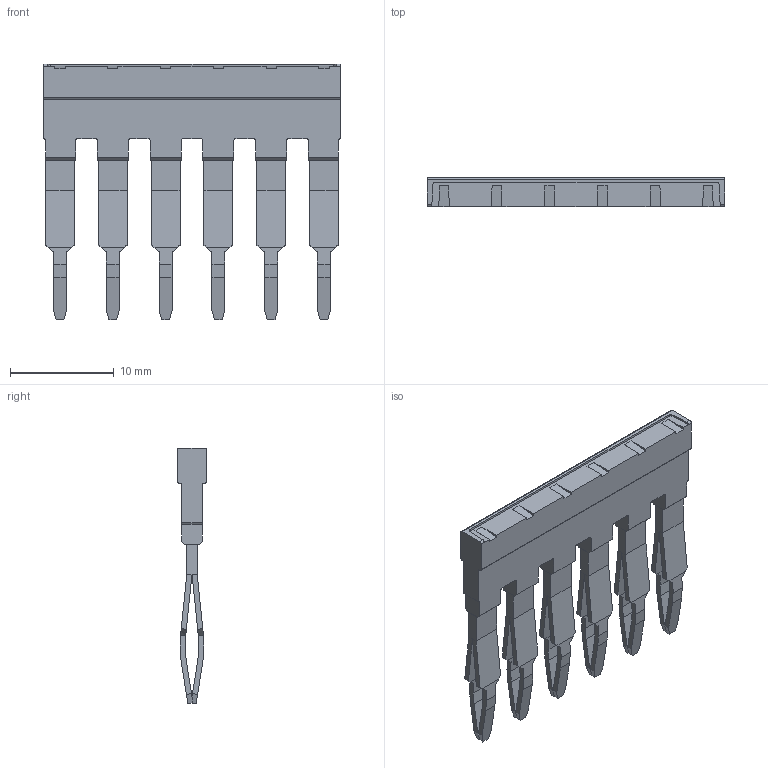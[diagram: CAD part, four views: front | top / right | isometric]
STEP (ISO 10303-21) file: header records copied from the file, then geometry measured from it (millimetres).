
FILE_DESCRIPTION(('CATIA V5 STEP Exchange','CAx-IF Rec.Pracs.--- Model Styling and Organization---1.4--- 2014-01-23'),'2;1');
FILE_NAME ('1373954-1_1', '2023-03-03T11:48:11+00:00', ('none'), ('Weidmueller'), 'CATIA Version 5-6 Release 2016 SP3 HF44', 'CATIA V5 STEP AP214', 'none');
FILE_SCHEMA(('AUTOMOTIVE_DESIGN { 1 0 10303 214 1 1 1 1 }'));
Length unit declared in the file: millimetre
Products named in the file (1): 2831710000
Bounding box: 28.7 x 2.8 x 24.72 mm (x, y, z)
Volume: 584 mm3; surface area: 1987.2 mm2
Topology: 7 solids, 7 shells, 361 faces, 1040 edges, 677 vertices
Faces by surface type: plane 316, bspline 24, cylinder 21
Entity records: 11257 total; most frequent: CARTESIAN_POINT 2786, ORIENTED_EDGE 2080, DIRECTION 1228, EDGE_CURVE 1040, VECTOR 848, LINE 848, VERTEX_POINT 677, EDGE_LOOP 367
